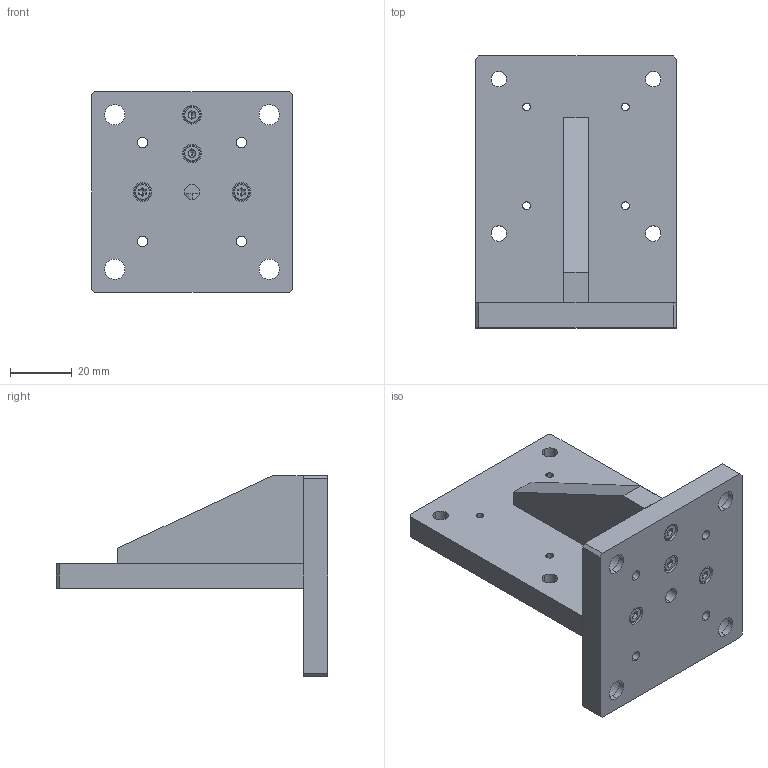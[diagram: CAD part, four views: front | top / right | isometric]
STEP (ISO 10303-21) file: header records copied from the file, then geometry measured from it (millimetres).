
FILE_DESCRIPTION (( 'STEP AP203' ), '1' );
FILE_NAME ('PHOB-S65.step', '2019-05-08T10:24:05', ( '' ), ( '' ), 'SwSTEP 2.0', 'SolidWorks 2017', '' );
FILE_SCHEMA (( 'CONFIG_CONTROL_DESIGN' ));
Length unit declared in the file: millimetre
Products named in the file (1): PHOB-S65
Bounding box: 65 x 88 x 65 mm (x, y, z)
Surface area: 27641.6 mm2 (no closed solid volume)
Topology: 0 solids, 17 shells, 180 faces, 779 edges, 598 vertices
Faces by surface type: plane 94, cylinder 62, torus 12, cone 12
Entity records: 8056 total; most frequent: CARTESIAN_POINT 1546, DIRECTION 1343, ORIENTED_EDGE 1130, EDGE_CURVE 767, VERTEX_POINT 598, LINE 553, VECTOR 553, AXIS2_PLACEMENT_3D 395
